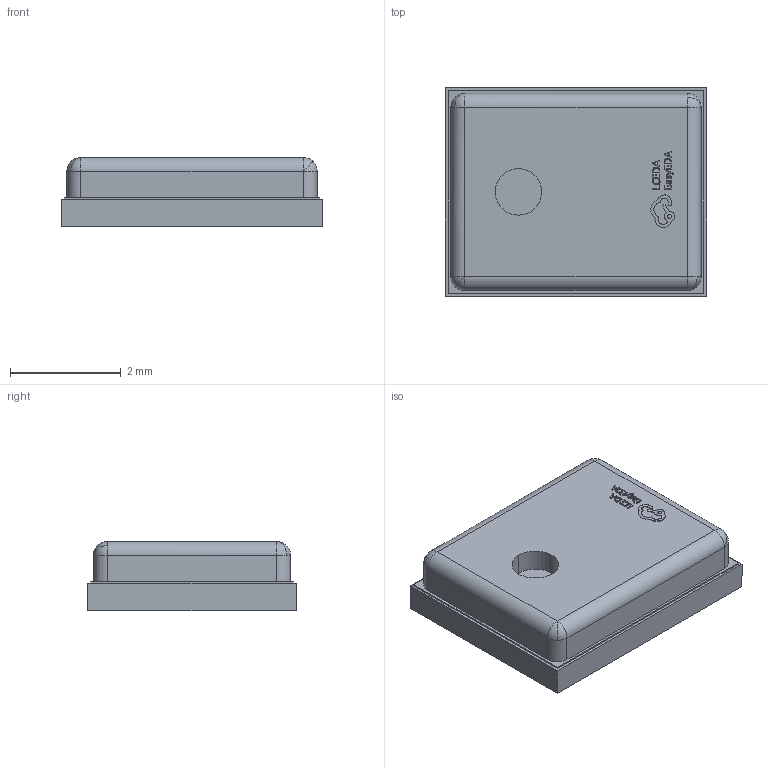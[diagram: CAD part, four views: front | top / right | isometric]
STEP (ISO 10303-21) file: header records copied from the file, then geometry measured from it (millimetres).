
FILE_DESCRIPTION (( 'STEP AP214' ), '1' );
FILE_NAME ('LGA-6_L4.7-W3.8-P1.65_LMD4737T.STEP', '2024-07-20T12:56:58', ( 'User' ), ( 'China' ), 'SwSTEP 2.0', 'SolidWorks 2020', '' );
FILE_SCHEMA (( 'AUTOMOTIVE_DESIGN' ));
Length unit declared in the file: millimetre
Products named in the file (1): LGA-6_L4.7-W3.8-P1.65_LMD4737T
Bounding box: 4.72 x 3.76 x 1.26 mm (x, y, z)
Volume: 20.5 mm3; surface area: 55.3 mm2
Topology: 1 solids, 1 shells, 280 faces, 734 edges, 484 vertices
Faces by surface type: plane 151, bspline 98, cylinder 23, sphere 8
Entity records: 12190 total; most frequent: CARTESIAN_POINT 2805, ORIENTED_EDGE 1468, DIRECTION 954, EDGE_CURVE 734, VERTEX_POINT 484, VECTOR 480, LINE 480, EDGE_LOOP 308
